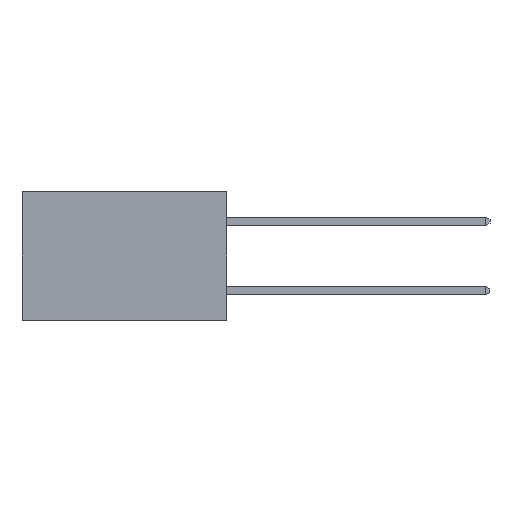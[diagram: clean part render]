
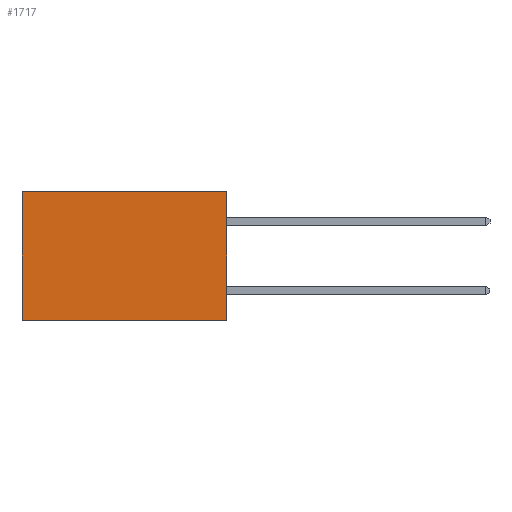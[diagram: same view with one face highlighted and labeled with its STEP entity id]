
A CAD part, left-side view. The second image highlights one B-rep face of the part: STEP entity #1717.
In plain terms, the highlighted planar face has unit normal (-1, 0, 0).
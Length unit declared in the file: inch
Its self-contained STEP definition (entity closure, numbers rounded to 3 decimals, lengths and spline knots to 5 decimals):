
#82 = EDGE_CURVE ( 'NONE', #1643, #5964, #4774, .T. ) ;
#198 = VECTOR ( 'NONE', #6272, 39.37008 ) ;
#477 = VERTEX_POINT ( 'NONE', #1590 ) ;
#652 = ORIENTED_EDGE ( 'NONE', *, *, #1634, .T. ) ;
#750 = CARTESIAN_POINT ( 'NONE',  ( 0.277, 0., -0.37 ) ) ;
#868 = CARTESIAN_POINT ( 'NONE',  ( 0.277, 0.59, -0.37 ) ) ;
#959 = DIRECTION ( 'NONE',  ( 0., 1., 0. ) ) ;
#1590 = CARTESIAN_POINT ( 'NONE',  ( 0.277, 0., -0.37 ) ) ;
#1634 = EDGE_CURVE ( 'NONE', #3619, #1643, #4374, .T. ) ;
#1643 = VERTEX_POINT ( 'NONE', #4914 ) ;
#1717 = ADVANCED_FACE ( 'NONE', ( #6109 ), #6864, .F. ) ;
#1902 = EDGE_CURVE ( 'NONE', #3619, #477, #6901, .T. ) ;
#2146 = ORIENTED_EDGE ( 'NONE', *, *, #82, .T. ) ;
#2802 = CARTESIAN_POINT ( 'NONE',  ( 0.277, 0., 0. ) ) ;
#3028 = VECTOR ( 'NONE', #6296, 39.37008 ) ;
#3619 = VERTEX_POINT ( 'NONE', #2802 ) ;
#3664 = ORIENTED_EDGE ( 'NONE', *, *, #5972, .F. ) ;
#4080 = AXIS2_PLACEMENT_3D ( 'NONE', #6897, #7221, #6795 ) ;
#4299 = VECTOR ( 'NONE', #959, 39.37008 ) ;
#4374 = LINE ( 'NONE', #6173, #3028 ) ;
#4774 = LINE ( 'NONE', #6539, #198 ) ;
#4914 = CARTESIAN_POINT ( 'NONE',  ( 0.277, 0.59, 0. ) ) ;
#5088 = EDGE_LOOP ( 'NONE', ( #2146, #3664, #6646, #652 ) ) ;
#5268 = VECTOR ( 'NONE', #6767, 39.37008 ) ;
#5803 = LINE ( 'NONE', #750, #4299 ) ;
#5964 = VERTEX_POINT ( 'NONE', #868 ) ;
#5972 = EDGE_CURVE ( 'NONE', #477, #5964, #5803, .T. ) ;
#6109 = FACE_OUTER_BOUND ( 'NONE', #5088, .T. ) ;
#6173 = CARTESIAN_POINT ( 'NONE',  ( 0.277, 0., 0. ) ) ;
#6272 = DIRECTION ( 'NONE',  ( 0., 0., -1. ) ) ;
#6296 = DIRECTION ( 'NONE',  ( 0., 1., 0. ) ) ;
#6539 = CARTESIAN_POINT ( 'NONE',  ( 0.277, 0.59, -0.37 ) ) ;
#6646 = ORIENTED_EDGE ( 'NONE', *, *, #1902, .F. ) ;
#6767 = DIRECTION ( 'NONE',  ( 0., 0., -1. ) ) ;
#6795 = DIRECTION ( 'NONE',  ( 0., 0., -1. ) ) ;
#6864 = PLANE ( 'NONE',  #4080 ) ;
#6897 = CARTESIAN_POINT ( 'NONE',  ( 0.277, 0., -0.37 ) ) ;
#6901 = LINE ( 'NONE', #6983, #5268 ) ;
#6983 = CARTESIAN_POINT ( 'NONE',  ( 0.277, 0., -0.37 ) ) ;
#7221 = DIRECTION ( 'NONE',  ( 1., 0., 0. ) ) ;
